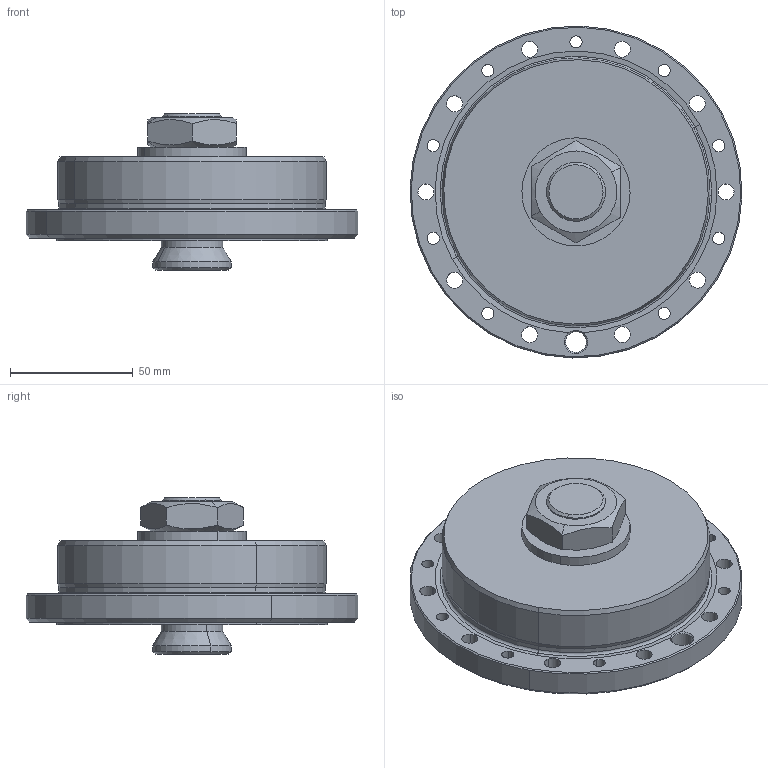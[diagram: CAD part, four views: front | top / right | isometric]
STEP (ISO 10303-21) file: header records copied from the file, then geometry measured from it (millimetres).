
FILE_DESCRIPTION(('CATIA V5 STEP Exchange'),'2;1');
FILE_NAME('F1_KEGELSPANNFLANSCH_MCP_80_C_1211487_TUENKERS.stp','2018-05-30T11:58:53+00:00',('none'),('none'),'CATIA Version 5 Release 19 SP 9 (IN-10)','CATIA V5 STEP AP214','none');
FILE_SCHEMA(('AUTOMOTIVE_DESIGN { 1 0 10303 214 1 1 1 1 }'));
Length unit declared in the file: millimetre
Products named in the file (1): F1_KEGELSPANNFLANSCH_MCP_80_C_1211487_TUENKERS
Bounding box: 134.96 x 134.96 x 63.5 mm (x, y, z)
Volume: 269054 mm3; surface area: 53485.3 mm2
Topology: 1 solids, 1 shells, 119 faces, 293 edges, 182 vertices
Faces by surface type: cylinder 62, cone 32, plane 17, torus 8
Entity records: 3735 total; most frequent: CARTESIAN_POINT 813, ORIENTED_EDGE 586, DIRECTION 404, EDGE_CURVE 293, AXIS2_PLACEMENT_3D 234, VERTEX_POINT 182, CIRCLE 166, EDGE_LOOP 165
